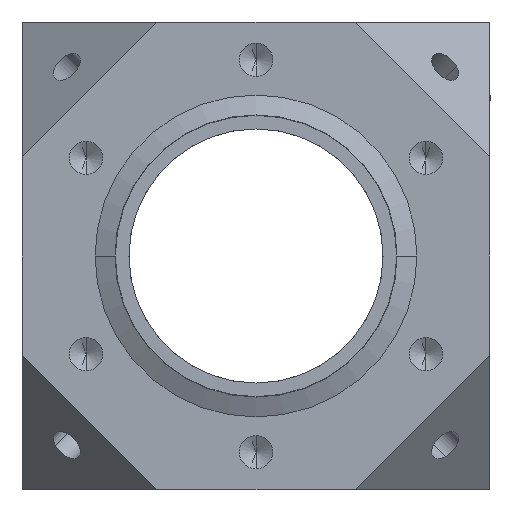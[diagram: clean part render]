
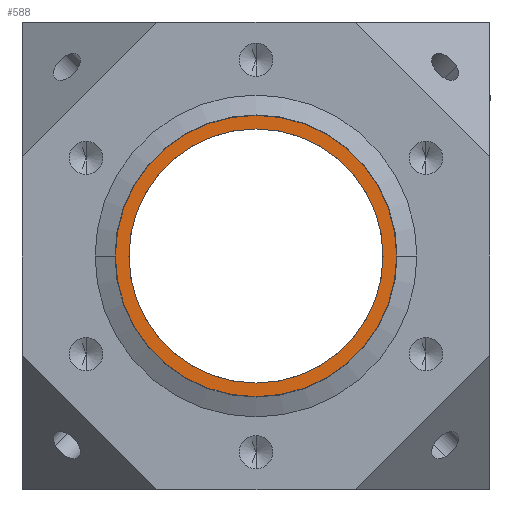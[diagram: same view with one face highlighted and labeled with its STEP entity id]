
A CAD part, front view. The second image highlights one B-rep face of the part: STEP entity #588.
In plain terms, the highlighted planar face has unit normal (0, -1, 0).
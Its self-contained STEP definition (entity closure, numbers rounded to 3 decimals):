
#206 = DIRECTION ( 'NONE',  ( 0., -1., 0. ) ) ;
#295 = AXIS2_PLACEMENT_3D ( 'NONE', #303, #2660, #2552 ) ;
#303 = CARTESIAN_POINT ( 'NONE',  ( -21.039, -33.8, 0. ) ) ;
#352 = CIRCLE ( 'NONE', #7466, 19. ) ;
#409 = EDGE_CURVE ( 'NONE', #5498, #6764, #7067, .T. ) ;
#568 = DIRECTION ( 'NONE',  ( -1., 0., 0. ) ) ;
#570 = AXIS2_PLACEMENT_3D ( 'NONE', #1944, #206, #5928 ) ;
#588 = ADVANCED_FACE ( 'NONE', ( #775, #5501 ), #6632, .F. ) ;
#629 = ORIENTED_EDGE ( 'NONE', *, *, #2496, .F. ) ;
#775 = FACE_OUTER_BOUND ( 'NONE', #1252, .T. ) ;
#1063 = DIRECTION ( 'NONE',  ( 0., -1., 0. ) ) ;
#1252 = EDGE_LOOP ( 'NONE', ( #4130, #6966 ) ) ;
#1321 = CARTESIAN_POINT ( 'NONE',  ( 0., -33.8, 0. ) ) ;
#1443 = VERTEX_POINT ( 'NONE', #2597 ) ;
#1516 = ORIENTED_EDGE ( 'NONE', *, *, #2682, .F. ) ;
#1944 = CARTESIAN_POINT ( 'NONE',  ( 0., -33.8, 0. ) ) ;
#2496 = EDGE_CURVE ( 'NONE', #1443, #2951, #352, .T. ) ;
#2552 = DIRECTION ( 'NONE',  ( -1., 0., 0. ) ) ;
#2597 = CARTESIAN_POINT ( 'NONE',  ( 0., -33.8, 19. ) ) ;
#2660 = DIRECTION ( 'NONE',  ( 0., 1., 0. ) ) ;
#2682 = EDGE_CURVE ( 'NONE', #2951, #1443, #5897, .T. ) ;
#2730 = CARTESIAN_POINT ( 'NONE',  ( -21.039, -33.8, 0. ) ) ;
#2950 = DIRECTION ( 'NONE',  ( 0., 1., 0. ) ) ;
#2951 = VERTEX_POINT ( 'NONE', #4636 ) ;
#3048 = DIRECTION ( 'NONE',  ( 0., 1., 0. ) ) ;
#3832 = CIRCLE ( 'NONE', #6210, 21.039 ) ;
#4130 = ORIENTED_EDGE ( 'NONE', *, *, #409, .F. ) ;
#4169 = CARTESIAN_POINT ( 'NONE',  ( 21.039, -33.8, 0. ) ) ;
#4636 = CARTESIAN_POINT ( 'NONE',  ( 0., -33.8, -19. ) ) ;
#4845 = CARTESIAN_POINT ( 'NONE',  ( 0., -33.8, 0. ) ) ;
#5026 = CARTESIAN_POINT ( 'NONE',  ( 0., -33.8, 0. ) ) ;
#5498 = VERTEX_POINT ( 'NONE', #4169 ) ;
#5501 = FACE_BOUND ( 'NONE', #6348, .T. ) ;
#5615 = AXIS2_PLACEMENT_3D ( 'NONE', #1321, #2950, #568 ) ;
#5897 = CIRCLE ( 'NONE', #570, 19. ) ;
#5928 = DIRECTION ( 'NONE',  ( 0., 0., 1. ) ) ;
#6210 = AXIS2_PLACEMENT_3D ( 'NONE', #4845, #3048, #6447 ) ;
#6221 = DIRECTION ( 'NONE',  ( 0., 0., 1. ) ) ;
#6348 = EDGE_LOOP ( 'NONE', ( #629, #1516 ) ) ;
#6447 = DIRECTION ( 'NONE',  ( -1., 0., 0. ) ) ;
#6632 = PLANE ( 'NONE',  #295 ) ;
#6764 = VERTEX_POINT ( 'NONE', #2730 ) ;
#6966 = ORIENTED_EDGE ( 'NONE', *, *, #7441, .F. ) ;
#7067 = CIRCLE ( 'NONE', #5615, 21.039 ) ;
#7441 = EDGE_CURVE ( 'NONE', #6764, #5498, #3832, .T. ) ;
#7466 = AXIS2_PLACEMENT_3D ( 'NONE', #5026, #1063, #6221 ) ;
